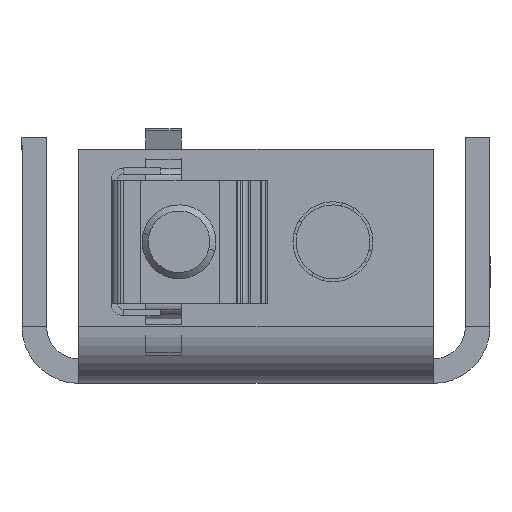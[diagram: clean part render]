
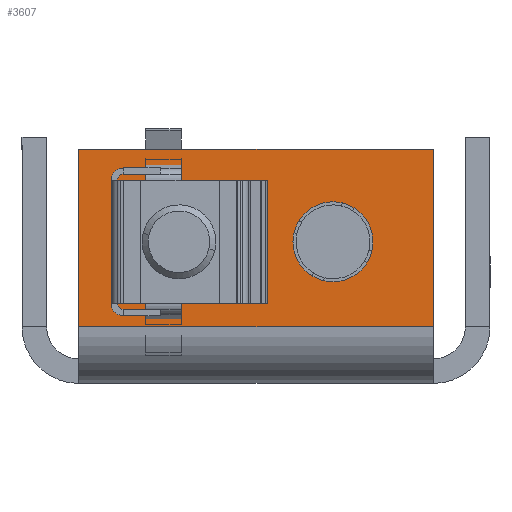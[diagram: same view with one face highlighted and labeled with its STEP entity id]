
A CAD part, left-side view. The second image highlights one B-rep face of the part: STEP entity #3607.
In plain terms, the highlighted planar face has unit normal (-1, 0, 0).
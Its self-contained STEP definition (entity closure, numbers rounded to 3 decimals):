
#187 = ORIENTED_EDGE ( 'NONE', *, *, #14678, .F. ) ;
#205 = CARTESIAN_POINT ( 'NONE',  ( -161.5, 20.65, 6.25 ) ) ;
#835 = AXIS2_PLACEMENT_3D ( 'NONE', #13276, #3495, #10917 ) ;
#870 = VECTOR ( 'NONE', #13617, 1000. ) ;
#923 = EDGE_LOOP ( 'NONE', ( #2193, #7760 ) ) ;
#1095 = EDGE_LOOP ( 'NONE', ( #187, #4551 ) ) ;
#1172 = DIRECTION ( 'NONE',  ( 0., 0., 1. ) ) ;
#1273 = CARTESIAN_POINT ( 'NONE',  ( -161.5, 28.8, 17. ) ) ;
#1311 = AXIS2_PLACEMENT_3D ( 'NONE', #10808, #2367, #1172 ) ;
#1847 = AXIS2_PLACEMENT_3D ( 'NONE', #13752, #4036, #5296 ) ;
#1853 = DIRECTION ( 'NONE',  ( -1., 0., 0. ) ) ;
#2029 = LINE ( 'NONE', #14342, #2372 ) ;
#2123 = ORIENTED_EDGE ( 'NONE', *, *, #3507, .F. ) ;
#2193 = ORIENTED_EDGE ( 'NONE', *, *, #14588, .F. ) ;
#2367 = DIRECTION ( 'NONE',  ( -1., 0., 0. ) ) ;
#2372 = VECTOR ( 'NONE', #15471, 1000. ) ;
#3037 = VERTEX_POINT ( 'NONE', #3324 ) ;
#3072 = ORIENTED_EDGE ( 'NONE', *, *, #3849, .F. ) ;
#3324 = CARTESIAN_POINT ( 'NONE',  ( -161.5, 8.15, 6.25 ) ) ;
#3495 = DIRECTION ( 'NONE',  ( -1., 0., 0. ) ) ;
#3507 = EDGE_CURVE ( 'NONE', #4002, #12071, #2029, .T. ) ;
#3607 = ADVANCED_FACE ( 'NONE', ( #3850, #3695, #14745 ), #5019, .F. ) ;
#3690 = VERTEX_POINT ( 'NONE', #13544 ) ;
#3695 = FACE_BOUND ( 'NONE', #923, .T. ) ;
#3849 = EDGE_CURVE ( 'NONE', #12071, #13220, #5576, .T. ) ;
#3850 = FACE_OUTER_BOUND ( 'NONE', #14227, .T. ) ;
#4002 = VERTEX_POINT ( 'NONE', #4861 ) ;
#4036 = DIRECTION ( 'NONE',  ( -1., 0., 0. ) ) ;
#4551 = ORIENTED_EDGE ( 'NONE', *, *, #5330, .F. ) ;
#4861 = CARTESIAN_POINT ( 'NONE',  ( -161.5, 28.8, 2.6 ) ) ;
#5016 = LINE ( 'NONE', #14741, #13887 ) ;
#5019 = PLANE ( 'NONE',  #6918 ) ;
#5061 = CARTESIAN_POINT ( 'NONE',  ( -161.5, 0., 2.6 ) ) ;
#5105 = CIRCLE ( 'NONE', #1311, 3.25 ) ;
#5296 = DIRECTION ( 'NONE',  ( 0., 0., -1. ) ) ;
#5330 = EDGE_CURVE ( 'NONE', #10149, #3037, #11080, .T. ) ;
#5576 = LINE ( 'NONE', #10395, #870 ) ;
#6149 = CIRCLE ( 'NONE', #835, 3.25 ) ;
#6157 = ORIENTED_EDGE ( 'NONE', *, *, #13797, .T. ) ;
#6383 = DIRECTION ( 'NONE',  ( 0., 0., -1. ) ) ;
#6417 = LINE ( 'NONE', #8767, #15452 ) ;
#6520 = CARTESIAN_POINT ( 'NONE',  ( -161.5, 8.15, 9.5 ) ) ;
#6918 = AXIS2_PLACEMENT_3D ( 'NONE', #13474, #11097, #6383 ) ;
#7476 = ORIENTED_EDGE ( 'NONE', *, *, #7718, .T. ) ;
#7637 = DIRECTION ( 'NONE',  ( 0., 0., 1. ) ) ;
#7718 = EDGE_CURVE ( 'NONE', #8531, #13220, #5016, .T. ) ;
#7760 = ORIENTED_EDGE ( 'NONE', *, *, #9061, .F. ) ;
#8227 = CARTESIAN_POINT ( 'NONE',  ( -161.5, 8.15, 12.75 ) ) ;
#8531 = VERTEX_POINT ( 'NONE', #5061 ) ;
#8767 = CARTESIAN_POINT ( 'NONE',  ( -161.5, 28.8, 2.6 ) ) ;
#9010 = VERTEX_POINT ( 'NONE', #205 ) ;
#9061 = EDGE_CURVE ( 'NONE', #3690, #9010, #5105, .T. ) ;
#10149 = VERTEX_POINT ( 'NONE', #8227 ) ;
#10178 = CIRCLE ( 'NONE', #1847, 3.25 ) ;
#10395 = CARTESIAN_POINT ( 'NONE',  ( -161.5, 28.8, 17. ) ) ;
#10581 = AXIS2_PLACEMENT_3D ( 'NONE', #6520, #1853, #11319 ) ;
#10808 = CARTESIAN_POINT ( 'NONE',  ( -161.5, 20.65, 9.5 ) ) ;
#10917 = DIRECTION ( 'NONE',  ( 0., 0., 1. ) ) ;
#11080 = CIRCLE ( 'NONE', #10581, 3.25 ) ;
#11097 = DIRECTION ( 'NONE',  ( 1., 0., 0. ) ) ;
#11319 = DIRECTION ( 'NONE',  ( 0., 0., -1. ) ) ;
#12071 = VERTEX_POINT ( 'NONE', #1273 ) ;
#13220 = VERTEX_POINT ( 'NONE', #14010 ) ;
#13276 = CARTESIAN_POINT ( 'NONE',  ( -161.5, 20.65, 9.5 ) ) ;
#13474 = CARTESIAN_POINT ( 'NONE',  ( -161.5, 28.8, 0. ) ) ;
#13544 = CARTESIAN_POINT ( 'NONE',  ( -161.5, 20.65, 12.75 ) ) ;
#13568 = DIRECTION ( 'NONE',  ( 0., -1., 0. ) ) ;
#13617 = DIRECTION ( 'NONE',  ( 0., -1., 0. ) ) ;
#13752 = CARTESIAN_POINT ( 'NONE',  ( -161.5, 8.15, 9.5 ) ) ;
#13797 = EDGE_CURVE ( 'NONE', #4002, #8531, #6417, .T. ) ;
#13887 = VECTOR ( 'NONE', #7637, 1000. ) ;
#14010 = CARTESIAN_POINT ( 'NONE',  ( -161.5, 0., 17. ) ) ;
#14227 = EDGE_LOOP ( 'NONE', ( #7476, #3072, #2123, #6157 ) ) ;
#14342 = CARTESIAN_POINT ( 'NONE',  ( -161.5, 28.8, 0. ) ) ;
#14588 = EDGE_CURVE ( 'NONE', #9010, #3690, #6149, .T. ) ;
#14678 = EDGE_CURVE ( 'NONE', #3037, #10149, #10178, .T. ) ;
#14741 = CARTESIAN_POINT ( 'NONE',  ( -161.5, 0., 0. ) ) ;
#14745 = FACE_BOUND ( 'NONE', #1095, .T. ) ;
#15452 = VECTOR ( 'NONE', #13568, 1000. ) ;
#15471 = DIRECTION ( 'NONE',  ( 0., 0., 1. ) ) ;
